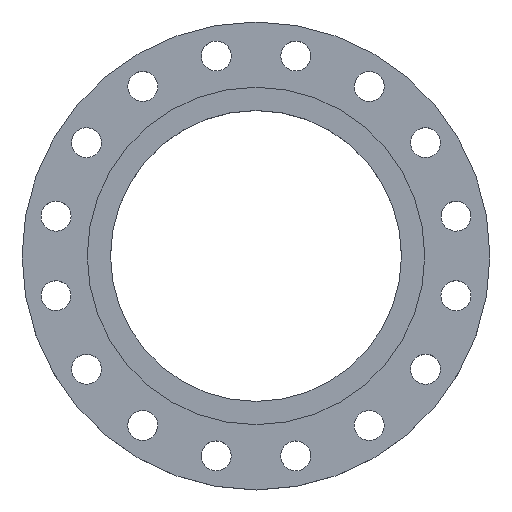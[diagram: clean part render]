
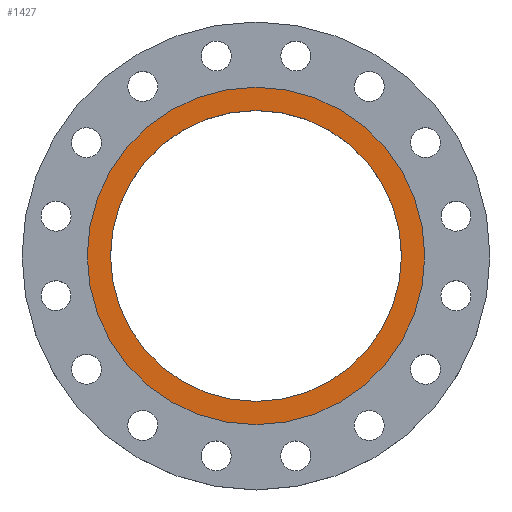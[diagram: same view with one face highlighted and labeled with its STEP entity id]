
A CAD part, top view. The second image highlights one B-rep face of the part: STEP entity #1427.
In plain terms, the highlighted planar face has unit normal (0, 0, 1).
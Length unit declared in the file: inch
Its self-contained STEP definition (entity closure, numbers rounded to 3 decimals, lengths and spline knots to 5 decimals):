
#57 = CARTESIAN_POINT ( 'NONE',  ( 0., 0., 0. ) ) ;
#89 = EDGE_CURVE ( 'NONE', #191, #312, #297, .T. ) ;
#184 = CARTESIAN_POINT ( 'NONE',  ( 5.44, 0., 0. ) ) ;
#191 = VERTEX_POINT ( 'NONE', #572 ) ;
#245 = CIRCLE ( 'NONE', #759, 6.31 ) ;
#252 = EDGE_CURVE ( 'NONE', #312, #191, #245, .T. ) ;
#265 = DIRECTION ( 'NONE',  ( 1., 0., 0. ) ) ;
#297 = CIRCLE ( 'NONE', #1162, 6.31 ) ;
#312 = VERTEX_POINT ( 'NONE', #1328 ) ;
#370 = FACE_BOUND ( 'NONE', #713, .T. ) ;
#403 = CARTESIAN_POINT ( 'NONE',  ( 0., 0., 0. ) ) ;
#479 = CARTESIAN_POINT ( 'NONE',  ( 0., 0., 0. ) ) ;
#484 = EDGE_LOOP ( 'NONE', ( #493, #1501 ) ) ;
#493 = ORIENTED_EDGE ( 'NONE', *, *, #252, .T. ) ;
#499 = CIRCLE ( 'NONE', #1212, 5.44 ) ;
#572 = CARTESIAN_POINT ( 'NONE',  ( -6.31, 0., 0. ) ) ;
#578 = CIRCLE ( 'NONE', #954, 5.44 ) ;
#614 = DIRECTION ( 'NONE',  ( 0., 0., 1. ) ) ;
#616 = DIRECTION ( 'NONE',  ( 0., 0., 1. ) ) ;
#685 = DIRECTION ( 'NONE',  ( 1., 0., 0. ) ) ;
#713 = EDGE_LOOP ( 'NONE', ( #1478, #843 ) ) ;
#759 = AXIS2_PLACEMENT_3D ( 'NONE', #479, #614, #1110 ) ;
#770 = PLANE ( 'NONE',  #827 ) ;
#827 = AXIS2_PLACEMENT_3D ( 'NONE', #1103, #1363, #265 ) ;
#843 = ORIENTED_EDGE ( 'NONE', *, *, #1415, .F. ) ;
#872 = CARTESIAN_POINT ( 'NONE',  ( -5.44, 0., 0. ) ) ;
#913 = VERTEX_POINT ( 'NONE', #184 ) ;
#954 = AXIS2_PLACEMENT_3D ( 'NONE', #403, #616, #1095 ) ;
#1095 = DIRECTION ( 'NONE',  ( 1., 0., 0. ) ) ;
#1103 = CARTESIAN_POINT ( 'NONE',  ( 0., 0., 0. ) ) ;
#1110 = DIRECTION ( 'NONE',  ( 1., 0., 0. ) ) ;
#1162 = AXIS2_PLACEMENT_3D ( 'NONE', #57, #1540, #685 ) ;
#1212 = AXIS2_PLACEMENT_3D ( 'NONE', #1582, #1476, #1377 ) ;
#1231 = FACE_OUTER_BOUND ( 'NONE', #484, .T. ) ;
#1328 = CARTESIAN_POINT ( 'NONE',  ( 6.31, 0., 0. ) ) ;
#1363 = DIRECTION ( 'NONE',  ( 0., 0., 1. ) ) ;
#1377 = DIRECTION ( 'NONE',  ( 1., 0., 0. ) ) ;
#1415 = EDGE_CURVE ( 'NONE', #1420, #913, #499, .T. ) ;
#1420 = VERTEX_POINT ( 'NONE', #872 ) ;
#1427 = ADVANCED_FACE ( 'NONE', ( #370, #1231 ), #770, .T. ) ;
#1476 = DIRECTION ( 'NONE',  ( 0., 0., 1. ) ) ;
#1478 = ORIENTED_EDGE ( 'NONE', *, *, #1556, .F. ) ;
#1501 = ORIENTED_EDGE ( 'NONE', *, *, #89, .T. ) ;
#1540 = DIRECTION ( 'NONE',  ( 0., 0., 1. ) ) ;
#1556 = EDGE_CURVE ( 'NONE', #913, #1420, #578, .T. ) ;
#1582 = CARTESIAN_POINT ( 'NONE',  ( 0., 0., 0. ) ) ;
